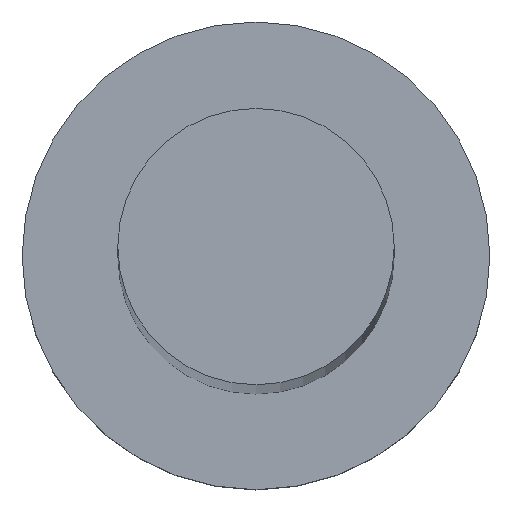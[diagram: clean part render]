
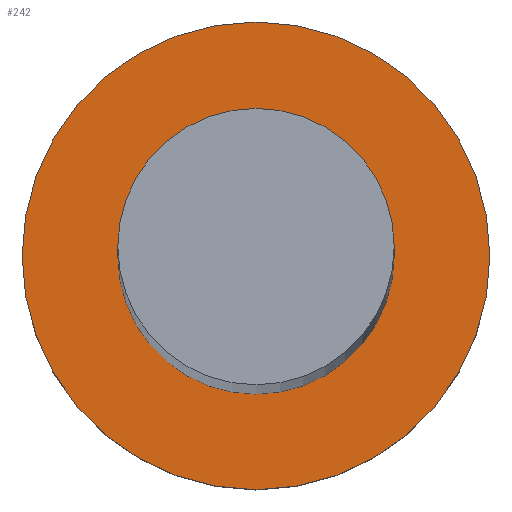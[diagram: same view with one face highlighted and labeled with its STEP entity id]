
A CAD part, top view. The second image highlights one B-rep face of the part: STEP entity #242.
In plain terms, the highlighted planar face has unit normal (0, 0, 1).
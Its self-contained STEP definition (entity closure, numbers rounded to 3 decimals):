
#2 = CARTESIAN_POINT ( 'NONE',  ( 11., 0., 7. ) ) ;
#3 = CARTESIAN_POINT ( 'NONE',  ( -11., 0., 7. ) ) ;
#4 = EDGE_CURVE ( 'NONE', #163, #252, #121, .T. ) ;
#14 = ORIENTED_EDGE ( 'NONE', *, *, #17, .F. ) ;
#16 = CIRCLE ( 'NONE', #28, 11. ) ;
#17 = EDGE_CURVE ( 'NONE', #252, #163, #90, .T. ) ;
#28 = AXIS2_PLACEMENT_3D ( 'NONE', #162, #120, #29 ) ;
#29 = DIRECTION ( 'NONE',  ( 1., 0., 0. ) ) ;
#36 = EDGE_LOOP ( 'NONE', ( #184, #69 ) ) ;
#41 = DIRECTION ( 'NONE',  ( 0., 0., 1. ) ) ;
#44 = DIRECTION ( 'NONE',  ( 0., 0., 1. ) ) ;
#57 = ORIENTED_EDGE ( 'NONE', *, *, #4, .F. ) ;
#69 = ORIENTED_EDGE ( 'NONE', *, *, #77, .T. ) ;
#70 = EDGE_LOOP ( 'NONE', ( #14, #57 ) ) ;
#72 = DIRECTION ( 'NONE',  ( 0., 0., 1. ) ) ;
#74 = CARTESIAN_POINT ( 'NONE',  ( 6.5, 0., 7. ) ) ;
#76 = CIRCLE ( 'NONE', #95, 11. ) ;
#77 = EDGE_CURVE ( 'NONE', #148, #167, #16, .T. ) ;
#90 = CIRCLE ( 'NONE', #217, 6.5 ) ;
#93 = CARTESIAN_POINT ( 'NONE',  ( 0., 0., 7. ) ) ;
#95 = AXIS2_PLACEMENT_3D ( 'NONE', #116, #41, #117 ) ;
#116 = CARTESIAN_POINT ( 'NONE',  ( 0., 0., 7. ) ) ;
#117 = DIRECTION ( 'NONE',  ( 1., 0., 0. ) ) ;
#120 = DIRECTION ( 'NONE',  ( 0., 0., 1. ) ) ;
#121 = CIRCLE ( 'NONE', #201, 6.5 ) ;
#127 = CARTESIAN_POINT ( 'NONE',  ( 0., 0., 7. ) ) ;
#135 = CARTESIAN_POINT ( 'NONE',  ( 0., 0., 7. ) ) ;
#145 = EDGE_CURVE ( 'NONE', #167, #148, #76, .T. ) ;
#148 = VERTEX_POINT ( 'NONE', #2 ) ;
#158 = PLANE ( 'NONE',  #164 ) ;
#162 = CARTESIAN_POINT ( 'NONE',  ( 0., 0., 7. ) ) ;
#163 = VERTEX_POINT ( 'NONE', #74 ) ;
#164 = AXIS2_PLACEMENT_3D ( 'NONE', #135, #44, #241 ) ;
#167 = VERTEX_POINT ( 'NONE', #3 ) ;
#184 = ORIENTED_EDGE ( 'NONE', *, *, #145, .T. ) ;
#201 = AXIS2_PLACEMENT_3D ( 'NONE', #127, #209, #206 ) ;
#202 = CARTESIAN_POINT ( 'NONE',  ( -6.5, 0., 7. ) ) ;
#206 = DIRECTION ( 'NONE',  ( 1., 0., 0. ) ) ;
#209 = DIRECTION ( 'NONE',  ( 0., 0., 1. ) ) ;
#217 = AXIS2_PLACEMENT_3D ( 'NONE', #93, #72, #233 ) ;
#219 = FACE_BOUND ( 'NONE', #70, .T. ) ;
#233 = DIRECTION ( 'NONE',  ( 1., 0., 0. ) ) ;
#240 = FACE_OUTER_BOUND ( 'NONE', #36, .T. ) ;
#241 = DIRECTION ( 'NONE',  ( 1., 0., 0. ) ) ;
#242 = ADVANCED_FACE ( 'NONE', ( #219, #240 ), #158, .T. ) ;
#252 = VERTEX_POINT ( 'NONE', #202 ) ;
